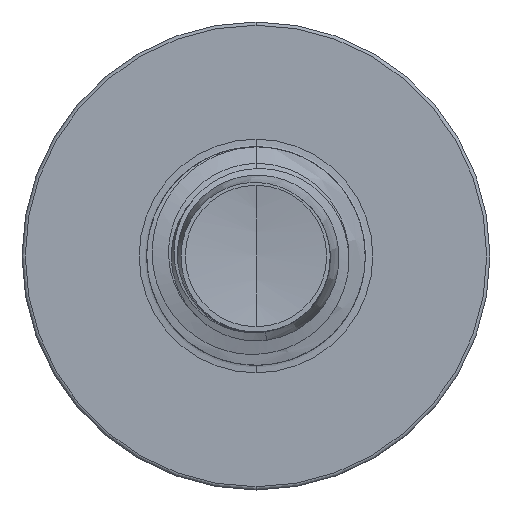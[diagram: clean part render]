
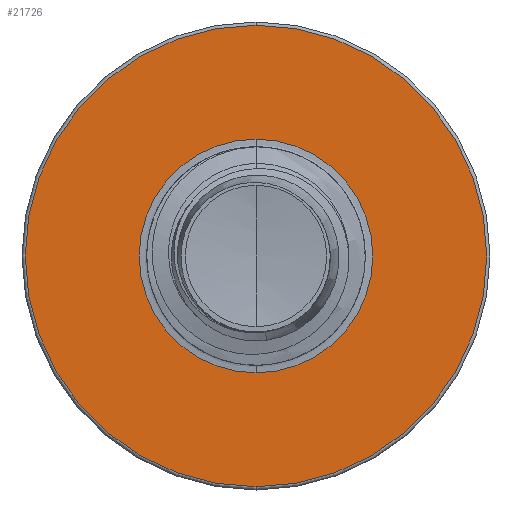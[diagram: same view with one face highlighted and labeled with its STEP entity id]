
A CAD part, front view. The second image highlights one B-rep face of the part: STEP entity #21726.
In plain terms, the highlighted planar face has unit normal (0, -1, 0).
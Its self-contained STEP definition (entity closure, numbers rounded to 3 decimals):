
#799 = DIRECTION ( 'NONE',  ( 0., 0., 1. ) ) ;
#842 = DIRECTION ( 'NONE',  ( 0., 1., 0. ) ) ;
#6963 = CIRCLE ( 'NONE', #37348, 1.872 ) ;
#8376 = EDGE_CURVE ( 'NONE', #9999, #21086, #30606, .T. ) ;
#9335 = FACE_OUTER_BOUND ( 'NONE', #18100, .T. ) ;
#9861 = CARTESIAN_POINT ( 'NONE',  ( 0., 20., -1.872 ) ) ;
#9999 = VERTEX_POINT ( 'NONE', #30247 ) ;
#10524 = EDGE_CURVE ( 'NONE', #23903, #22716, #38025, .T. ) ;
#13105 = DIRECTION ( 'NONE',  ( 0., 1., 0. ) ) ;
#14665 = ORIENTED_EDGE ( 'NONE', *, *, #8376, .F. ) ;
#15072 = DIRECTION ( 'NONE',  ( 0., 1., 0. ) ) ;
#15932 = PLANE ( 'NONE',  #24084 ) ;
#16799 = EDGE_LOOP ( 'NONE', ( #20060, #22570 ) ) ;
#18100 = EDGE_LOOP ( 'NONE', ( #32367, #14665 ) ) ;
#18639 = DIRECTION ( 'NONE',  ( 0., 1., 0. ) ) ;
#18683 = CARTESIAN_POINT ( 'NONE',  ( 0., 20., 0. ) ) ;
#18890 = DIRECTION ( 'NONE',  ( 0., 0., 1. ) ) ;
#19141 = EDGE_CURVE ( 'NONE', #21086, #9999, #33567, .T. ) ;
#19720 = AXIS2_PLACEMENT_3D ( 'NONE', #30942, #13105, #33931 ) ;
#20060 = ORIENTED_EDGE ( 'NONE', *, *, #23809, .T. ) ;
#21086 = VERTEX_POINT ( 'NONE', #34125 ) ;
#21663 = DIRECTION ( 'NONE',  ( 0., 0., 1. ) ) ;
#21726 = ADVANCED_FACE ( 'NONE', ( #9335, #23267 ), #15932, .F. ) ;
#22570 = ORIENTED_EDGE ( 'NONE', *, *, #10524, .T. ) ;
#22716 = VERTEX_POINT ( 'NONE', #29316 ) ;
#23267 = FACE_BOUND ( 'NONE', #16799, .T. ) ;
#23809 = EDGE_CURVE ( 'NONE', #22716, #23903, #6963, .T. ) ;
#23903 = VERTEX_POINT ( 'NONE', #9861 ) ;
#24084 = AXIS2_PLACEMENT_3D ( 'NONE', #33122, #36743, #18890 ) ;
#29316 = CARTESIAN_POINT ( 'NONE',  ( 0., 20., 1.872 ) ) ;
#30247 = CARTESIAN_POINT ( 'NONE',  ( 0., 20., -3.697 ) ) ;
#30606 = CIRCLE ( 'NONE', #37187, 3.698 ) ;
#30942 = CARTESIAN_POINT ( 'NONE',  ( 0., 20., 0. ) ) ;
#32367 = ORIENTED_EDGE ( 'NONE', *, *, #19141, .F. ) ;
#32905 = CARTESIAN_POINT ( 'NONE',  ( 0., 20., 0. ) ) ;
#33122 = CARTESIAN_POINT ( 'NONE',  ( 0., 20., -1.872 ) ) ;
#33567 = CIRCLE ( 'NONE', #38263, 3.698 ) ;
#33931 = DIRECTION ( 'NONE',  ( 0., 0., 1. ) ) ;
#34125 = CARTESIAN_POINT ( 'NONE',  ( 0., 20., 3.698 ) ) ;
#35878 = DIRECTION ( 'NONE',  ( 0., 0., 1. ) ) ;
#36487 = CARTESIAN_POINT ( 'NONE',  ( 0., 20., 0. ) ) ;
#36743 = DIRECTION ( 'NONE',  ( 0., 1., 0. ) ) ;
#37187 = AXIS2_PLACEMENT_3D ( 'NONE', #32905, #15072, #35878 ) ;
#37348 = AXIS2_PLACEMENT_3D ( 'NONE', #18683, #842, #21663 ) ;
#38025 = CIRCLE ( 'NONE', #19720, 1.872 ) ;
#38263 = AXIS2_PLACEMENT_3D ( 'NONE', #36487, #18639, #799 ) ;
